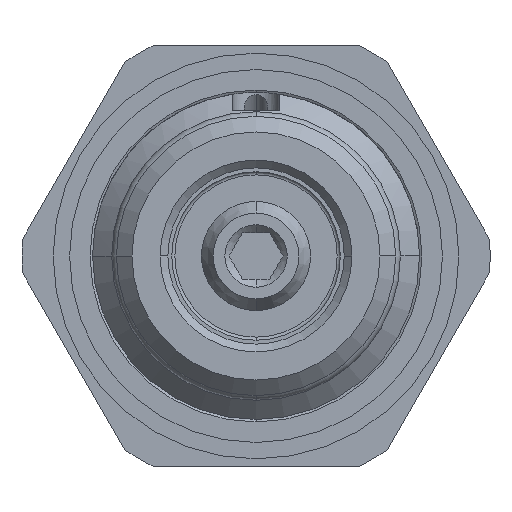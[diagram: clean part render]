
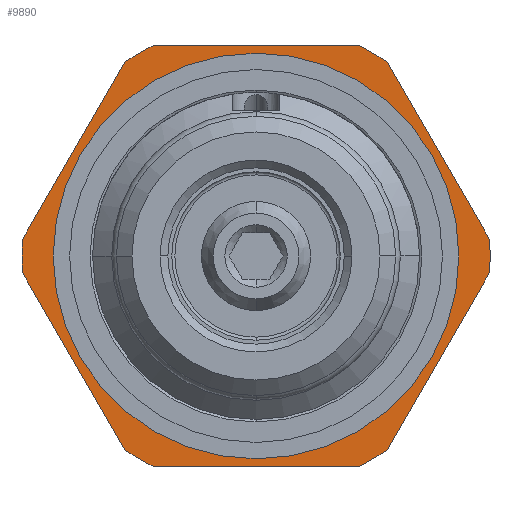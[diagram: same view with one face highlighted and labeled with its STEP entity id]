
A CAD part, front view. The second image highlights one B-rep face of the part: STEP entity #9890.
In plain terms, the highlighted planar face has unit normal (0, -1, 0).
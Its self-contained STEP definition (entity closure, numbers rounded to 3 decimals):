
#5 = CARTESIAN_POINT ( 'NONE',  ( 13., -6., 0. ) ) ;
#24 = ORIENTED_EDGE ( 'NONE', *, *, #913, .F. ) ;
#140 = CARTESIAN_POINT ( 'NONE',  ( 0., -6., 0. ) ) ;
#170 = ORIENTED_EDGE ( 'NONE', *, *, #274, .F. ) ;
#274 = EDGE_CURVE ( 'NONE', #2147, #4071, #10778, .T. ) ;
#322 = AXIS2_PLACEMENT_3D ( 'NONE', #4484, #8033, #2656 ) ;
#353 = CIRCLE ( 'NONE', #7225, 15. ) ;
#477 = DIRECTION ( 'NONE',  ( -1., 0., 0. ) ) ;
#484 = VERTEX_POINT ( 'NONE', #2120 ) ;
#709 = AXIS2_PLACEMENT_3D ( 'NONE', #140, #818, #7875 ) ;
#769 = CARTESIAN_POINT ( 'NONE',  ( -13., -6., 0. ) ) ;
#818 = DIRECTION ( 'NONE',  ( 0., 1., 0. ) ) ;
#862 = AXIS2_PLACEMENT_3D ( 'NONE', #1168, #9155, #11063 ) ;
#871 = VECTOR ( 'NONE', #2885, 1000. ) ;
#913 = EDGE_CURVE ( 'NONE', #2017, #6388, #11109, .T. ) ;
#949 = EDGE_CURVE ( 'NONE', #3653, #7021, #3667, .T. ) ;
#1056 = VERTEX_POINT ( 'NONE', #4799 ) ;
#1147 = EDGE_CURVE ( 'NONE', #6751, #2147, #4730, .T. ) ;
#1168 = CARTESIAN_POINT ( 'NONE',  ( 0., -6., 0. ) ) ;
#1366 = CARTESIAN_POINT ( 'NONE',  ( 15., -6., -13.5 ) ) ;
#1367 = EDGE_CURVE ( 'NONE', #1056, #6751, #9641, .T. ) ;
#1494 = CARTESIAN_POINT ( 'NONE',  ( 0., -6., 0. ) ) ;
#1674 = DIRECTION ( 'NONE',  ( 0., 1., 0. ) ) ;
#1887 = ORIENTED_EDGE ( 'NONE', *, *, #949, .F. ) ;
#1979 = DIRECTION ( 'NONE',  ( -1., 0., 0. ) ) ;
#1990 = CIRCLE ( 'NONE', #322, 13. ) ;
#2017 = VERTEX_POINT ( 'NONE', #11061 ) ;
#2120 = CARTESIAN_POINT ( 'NONE',  ( -8.422, -6., -12.412 ) ) ;
#2147 = VERTEX_POINT ( 'NONE', #7924 ) ;
#2348 = AXIS2_PLACEMENT_3D ( 'NONE', #10466, #10684, #6260 ) ;
#2406 = DIRECTION ( 'NONE',  ( -1., 0., 0. ) ) ;
#2505 = DIRECTION ( 'NONE',  ( 0.5, 0., -0.866 ) ) ;
#2600 = CARTESIAN_POINT ( 'NONE',  ( 15., -6., 13.5 ) ) ;
#2656 = DIRECTION ( 'NONE',  ( -1., 0., 0. ) ) ;
#2754 = AXIS2_PLACEMENT_3D ( 'NONE', #6420, #9097, #5605 ) ;
#2766 = VERTEX_POINT ( 'NONE', #5792 ) ;
#2770 = EDGE_LOOP ( 'NONE', ( #6323, #7321 ) ) ;
#2885 = DIRECTION ( 'NONE',  ( -0.5, 0., 0.866 ) ) ;
#3005 = CARTESIAN_POINT ( 'NONE',  ( -6.538, -6., -13.5 ) ) ;
#3218 = DIRECTION ( 'NONE',  ( 0., 1., 0. ) ) ;
#3350 = VECTOR ( 'NONE', #2406, 1000. ) ;
#3460 = ORIENTED_EDGE ( 'NONE', *, *, #5432, .F. ) ;
#3653 = VERTEX_POINT ( 'NONE', #10940 ) ;
#3667 = LINE ( 'NONE', #8851, #7594 ) ;
#4011 = ORIENTED_EDGE ( 'NONE', *, *, #1367, .F. ) ;
#4071 = VERTEX_POINT ( 'NONE', #4699 ) ;
#4253 = CIRCLE ( 'NONE', #2754, 15. ) ;
#4338 = FACE_OUTER_BOUND ( 'NONE', #6013, .T. ) ;
#4484 = CARTESIAN_POINT ( 'NONE',  ( 0., -6., 0. ) ) ;
#4528 = VERTEX_POINT ( 'NONE', #9920 ) ;
#4623 = CARTESIAN_POINT ( 'NONE',  ( 0., -6., 0. ) ) ;
#4645 = ORIENTED_EDGE ( 'NONE', *, *, #8319, .F. ) ;
#4682 = EDGE_CURVE ( 'NONE', #4528, #2017, #8949, .T. ) ;
#4699 = CARTESIAN_POINT ( 'NONE',  ( 6.538, -6., -13.5 ) ) ;
#4730 = LINE ( 'NONE', #8271, #8518 ) ;
#4799 = CARTESIAN_POINT ( 'NONE',  ( 14.961, -6., 1.088 ) ) ;
#4847 = ORIENTED_EDGE ( 'NONE', *, *, #7925, .F. ) ;
#4892 = LINE ( 'NONE', #10932, #871 ) ;
#5116 = VERTEX_POINT ( 'NONE', #769 ) ;
#5256 = ORIENTED_EDGE ( 'NONE', *, *, #10881, .F. ) ;
#5386 = DIRECTION ( 'NONE',  ( 0.5, 0., 0.866 ) ) ;
#5407 = EDGE_CURVE ( 'NONE', #5116, #7641, #1990, .T. ) ;
#5432 = EDGE_CURVE ( 'NONE', #484, #8343, #4892, .T. ) ;
#5464 = DIRECTION ( 'NONE',  ( 1., 0., 0. ) ) ;
#5605 = DIRECTION ( 'NONE',  ( -1., 0., 0. ) ) ;
#5681 = CARTESIAN_POINT ( 'NONE',  ( 0., -6., 0. ) ) ;
#5770 = AXIS2_PLACEMENT_3D ( 'NONE', #8071, #10432, #6881 ) ;
#5792 = CARTESIAN_POINT ( 'NONE',  ( -15., -6., 0. ) ) ;
#5886 = CIRCLE ( 'NONE', #862, 15. ) ;
#6013 = EDGE_LOOP ( 'NONE', ( #3460, #9317, #5256, #170, #10171, #4011, #4847, #24, #10997, #11312, #1887, #4645, #6949 ) ) ;
#6070 = EDGE_CURVE ( 'NONE', #8102, #484, #4253, .T. ) ;
#6082 = AXIS2_PLACEMENT_3D ( 'NONE', #4623, #6414, #1979 ) ;
#6084 = EDGE_CURVE ( 'NONE', #7021, #4528, #353, .T. ) ;
#6184 = CARTESIAN_POINT ( 'NONE',  ( -14.961, -6., -1.088 ) ) ;
#6260 = DIRECTION ( 'NONE',  ( -1., 0., 0. ) ) ;
#6323 = ORIENTED_EDGE ( 'NONE', *, *, #5407, .T. ) ;
#6388 = VERTEX_POINT ( 'NONE', #10719 ) ;
#6414 = DIRECTION ( 'NONE',  ( 0., 1., 0. ) ) ;
#6420 = CARTESIAN_POINT ( 'NONE',  ( 0., -6., 0. ) ) ;
#6467 = AXIS2_PLACEMENT_3D ( 'NONE', #1494, #8250, #7377 ) ;
#6751 = VERTEX_POINT ( 'NONE', #9225 ) ;
#6881 = DIRECTION ( 'NONE',  ( -1., 0., 0. ) ) ;
#6890 = CARTESIAN_POINT ( 'NONE',  ( 15.441, -6., 0.255 ) ) ;
#6948 = EDGE_CURVE ( 'NONE', #7641, #5116, #7402, .T. ) ;
#6949 = ORIENTED_EDGE ( 'NONE', *, *, #8445, .F. ) ;
#7021 = VERTEX_POINT ( 'NONE', #8856 ) ;
#7192 = CIRCLE ( 'NONE', #6467, 15. ) ;
#7225 = AXIS2_PLACEMENT_3D ( 'NONE', #9645, #1674, #477 ) ;
#7321 = ORIENTED_EDGE ( 'NONE', *, *, #6948, .T. ) ;
#7377 = DIRECTION ( 'NONE',  ( -1., 0., 0. ) ) ;
#7402 = CIRCLE ( 'NONE', #709, 13. ) ;
#7594 = VECTOR ( 'NONE', #5386, 1000. ) ;
#7641 = VERTEX_POINT ( 'NONE', #5 ) ;
#7875 = DIRECTION ( 'NONE',  ( -1., 0., 0. ) ) ;
#7924 = CARTESIAN_POINT ( 'NONE',  ( 8.422, -6., -12.412 ) ) ;
#7925 = EDGE_CURVE ( 'NONE', #6388, #1056, #10388, .T. ) ;
#8033 = DIRECTION ( 'NONE',  ( 0., 1., 0. ) ) ;
#8071 = CARTESIAN_POINT ( 'NONE',  ( 0., -6., 0. ) ) ;
#8102 = VERTEX_POINT ( 'NONE', #3005 ) ;
#8250 = DIRECTION ( 'NONE',  ( 0., 1., 0. ) ) ;
#8271 = CARTESIAN_POINT ( 'NONE',  ( 15.441, -6., -0.255 ) ) ;
#8319 = EDGE_CURVE ( 'NONE', #2766, #3653, #5886, .T. ) ;
#8343 = VERTEX_POINT ( 'NONE', #6184 ) ;
#8445 = EDGE_CURVE ( 'NONE', #8343, #2766, #7192, .T. ) ;
#8518 = VECTOR ( 'NONE', #9330, 1000. ) ;
#8641 = PLANE ( 'NONE',  #2348 ) ;
#8851 = CARTESIAN_POINT ( 'NONE',  ( -7.941, -6., 13.245 ) ) ;
#8856 = CARTESIAN_POINT ( 'NONE',  ( -8.422, -6., 12.412 ) ) ;
#8949 = LINE ( 'NONE', #2600, #11042 ) ;
#9040 = VECTOR ( 'NONE', #2505, 1000. ) ;
#9097 = DIRECTION ( 'NONE',  ( 0., 1., 0. ) ) ;
#9155 = DIRECTION ( 'NONE',  ( 0., 1., 0. ) ) ;
#9225 = CARTESIAN_POINT ( 'NONE',  ( 14.961, -6., -1.088 ) ) ;
#9317 = ORIENTED_EDGE ( 'NONE', *, *, #6070, .F. ) ;
#9330 = DIRECTION ( 'NONE',  ( -0.5, 0., -0.866 ) ) ;
#9345 = LINE ( 'NONE', #1366, #3350 ) ;
#9473 = AXIS2_PLACEMENT_3D ( 'NONE', #5681, #3218, #10340 ) ;
#9641 = CIRCLE ( 'NONE', #9473, 15. ) ;
#9645 = CARTESIAN_POINT ( 'NONE',  ( 0., -6., 0. ) ) ;
#9646 = FACE_BOUND ( 'NONE', #2770, .T. ) ;
#9890 = ADVANCED_FACE ( 'NONE', ( #9646, #4338 ), #8641, .F. ) ;
#9920 = CARTESIAN_POINT ( 'NONE',  ( -6.538, -6., 13.5 ) ) ;
#10171 = ORIENTED_EDGE ( 'NONE', *, *, #1147, .F. ) ;
#10340 = DIRECTION ( 'NONE',  ( -1., 0., 0. ) ) ;
#10388 = LINE ( 'NONE', #6890, #9040 ) ;
#10432 = DIRECTION ( 'NONE',  ( 0., 1., 0. ) ) ;
#10466 = CARTESIAN_POINT ( 'NONE',  ( 15., -6., 0. ) ) ;
#10684 = DIRECTION ( 'NONE',  ( 0., 1., 0. ) ) ;
#10719 = CARTESIAN_POINT ( 'NONE',  ( 8.422, -6., 12.412 ) ) ;
#10778 = CIRCLE ( 'NONE', #5770, 15. ) ;
#10881 = EDGE_CURVE ( 'NONE', #4071, #8102, #9345, .T. ) ;
#10932 = CARTESIAN_POINT ( 'NONE',  ( -7.941, -6., -13.245 ) ) ;
#10940 = CARTESIAN_POINT ( 'NONE',  ( -14.961, -6., 1.088 ) ) ;
#10997 = ORIENTED_EDGE ( 'NONE', *, *, #4682, .F. ) ;
#11042 = VECTOR ( 'NONE', #5464, 1000. ) ;
#11061 = CARTESIAN_POINT ( 'NONE',  ( 6.538, -6., 13.5 ) ) ;
#11063 = DIRECTION ( 'NONE',  ( -1., 0., 0. ) ) ;
#11109 = CIRCLE ( 'NONE', #6082, 15. ) ;
#11312 = ORIENTED_EDGE ( 'NONE', *, *, #6084, .F. ) ;
